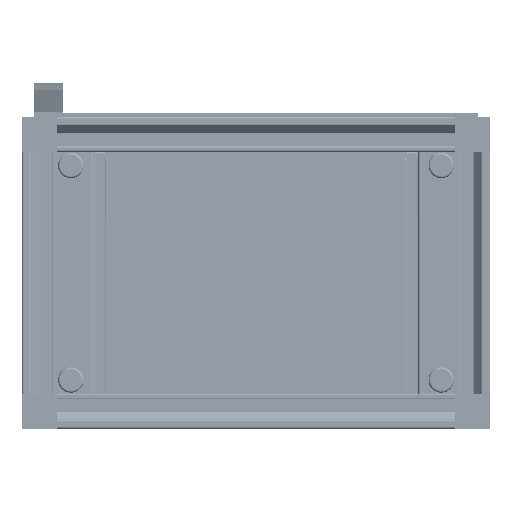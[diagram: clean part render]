
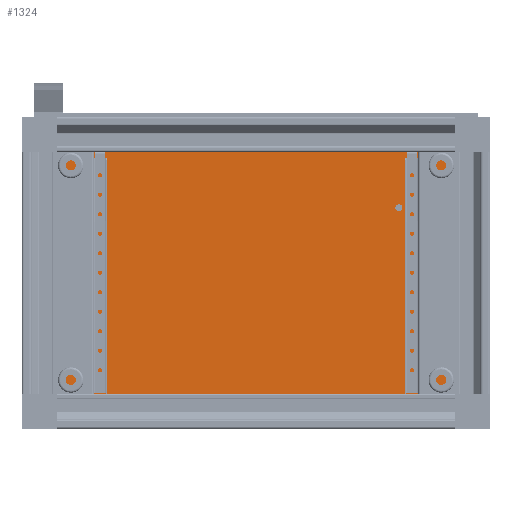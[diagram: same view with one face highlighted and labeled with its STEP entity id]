
A CAD part, front view. The second image highlights one B-rep face of the part: STEP entity #1324.
In plain terms, the highlighted planar face has unit normal (0, -1, 0).
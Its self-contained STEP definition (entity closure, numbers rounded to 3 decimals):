
#1324=ADVANCED_FACE('',(#11246,#11247),#11248,.F.);
#11246=FACE_BOUND('',#32479,.T.);
#11247=FACE_OUTER_BOUND('',#32480,.T.);
#11248=PLANE('',#32481);
#32479=EDGE_LOOP('',(#60587,#60588));
#32480=EDGE_LOOP('',(#60589,#60590,#60591,#60592,#60593,#60594,#60595,#60596,#60597,#60598,#60599,#60600));
#32481=AXIS2_PLACEMENT_3D('',#60601,#60602,#60603);
#60587=ORIENTED_EDGE('',*,*,#130279,.T.);
#60588=ORIENTED_EDGE('',*,*,#129102,.T.);
#60589=ORIENTED_EDGE('',*,*,#130283,.F.);
#60590=ORIENTED_EDGE('',*,*,#130284,.F.);
#60591=ORIENTED_EDGE('',*,*,#130285,.F.);
#60592=ORIENTED_EDGE('',*,*,#130286,.F.);
#60593=ORIENTED_EDGE('',*,*,#130287,.F.);
#60594=ORIENTED_EDGE('',*,*,#130288,.T.);
#60595=ORIENTED_EDGE('',*,*,#130289,.F.);
#60596=ORIENTED_EDGE('',*,*,#130290,.F.);
#60597=ORIENTED_EDGE('',*,*,#130291,.F.);
#60598=ORIENTED_EDGE('',*,*,#130292,.F.);
#60599=ORIENTED_EDGE('',*,*,#130293,.F.);
#60600=ORIENTED_EDGE('',*,*,#130294,.F.);
#60601=CARTESIAN_POINT('',(0.0,1999.9,200.0));
#60602=DIRECTION('',(0.0,1.0,0.0));
#60603=DIRECTION('',(0.0,0.0,1.0));
#129102=EDGE_CURVE('',#157095,#157099,#157101,.T.);
#130279=EDGE_CURVE('',#157099,#157095,#159062,.T.);
#130283=EDGE_CURVE('',#159066,#159067,#159068,.T.);
#130284=EDGE_CURVE('',#159069,#159066,#159070,.T.);
#130285=EDGE_CURVE('',#159071,#159069,#159072,.T.);
#130286=EDGE_CURVE('',#159073,#159071,#159074,.T.);
#130287=EDGE_CURVE('',#159075,#159073,#159076,.T.);
#130288=EDGE_CURVE('',#159075,#159077,#159078,.T.);
#130289=EDGE_CURVE('',#159079,#159077,#159080,.T.);
#130290=EDGE_CURVE('',#159081,#159079,#159082,.T.);
#130291=EDGE_CURVE('',#159083,#159081,#159084,.T.);
#130292=EDGE_CURVE('',#159085,#159083,#159086,.T.);
#130293=EDGE_CURVE('',#159087,#159085,#159088,.T.);
#130294=EDGE_CURVE('',#159067,#159087,#159089,.T.);
#157095=VERTEX_POINT('',#199246);
#157099=VERTEX_POINT('',#199251);
#157101=CIRCLE('',#199254,4.5);
#159062=CIRCLE('',#201879,4.5);
#159066=VERTEX_POINT('',#201883);
#159067=VERTEX_POINT('',#201884);
#159068=LINE('',#201885,#201886);
#159069=VERTEX_POINT('',#201887);
#159070=LINE('',#201888,#201889);
#159071=VERTEX_POINT('',#201890);
#159072=LINE('',#201891,#201892);
#159073=VERTEX_POINT('',#201893);
#159074=LINE('',#201894,#201895);
#159075=VERTEX_POINT('',#201896);
#159076=LINE('',#201897,#201898);
#159077=VERTEX_POINT('',#201899);
#159078=LINE('',#201900,#201901);
#159079=VERTEX_POINT('',#201902);
#159080=LINE('',#201903,#201904);
#159081=VERTEX_POINT('',#201905);
#159082=LINE('',#201906,#201907);
#159083=VERTEX_POINT('',#201908);
#159084=LINE('',#201909,#201910);
#159085=VERTEX_POINT('',#201911);
#159086=LINE('',#201912,#201913);
#159087=VERTEX_POINT('',#201914);
#159088=LINE('',#201915,#201916);
#159089=LINE('',#201917,#201918);
#199246=CARTESIAN_POINT('',(187.73,1999.9,283.23));
#199251=CARTESIAN_POINT('',(178.73,1999.9,283.23));
#199254=AXIS2_PLACEMENT_3D('',#255230,#255231,#255232);
#201879=AXIS2_PLACEMENT_3D('',#257433,#257434,#257435);
#201883=CARTESIAN_POINT('',(255.0,1999.9,355.0));
#201884=CARTESIAN_POINT('',(285.0,1999.9,355.0));
#201885=CARTESIAN_POINT('',(138.0,1999.9,355.0));
#201886=VECTOR('',#257445,1.0);
#201887=CARTESIAN_POINT('',(255.0,1999.9,385.0));
#201888=CARTESIAN_POINT('',(255.0,1999.9,288.0));
#201889=VECTOR('',#257446,1.0);
#201890=CARTESIAN_POINT('',(-255.0,1999.9,385.0));
#201891=CARTESIAN_POINT('',(0.0,1999.9,385.0));
#201892=VECTOR('',#257447,1.0);
#201893=CARTESIAN_POINT('',(-255.0,1999.9,355.0));
#201894=CARTESIAN_POINT('',(-255.0,1999.9,112.0));
#201895=VECTOR('',#257448,1.0);
#201896=CARTESIAN_POINT('',(-285.0,1999.9,355.0));
#201897=CARTESIAN_POINT('',(-138.0,1999.9,355.0));
#201898=VECTOR('',#257449,1.0);
#201899=CARTESIAN_POINT('',(-285.0,1999.9,45.));
#201900=CARTESIAN_POINT('',(-285.0,1999.9,200.0));
#201901=VECTOR('',#257450,1.0);
#201902=CARTESIAN_POINT('',(-255.0,1999.9,45.0));
#201903=CARTESIAN_POINT('',(-138.0,1999.9,45.));
#201904=VECTOR('',#257451,1.0);
#201905=CARTESIAN_POINT('',(-255.0,1999.9,15.0));
#201906=CARTESIAN_POINT('',(-255.0,1999.9,112.0));
#201907=VECTOR('',#257452,1.0);
#201908=CARTESIAN_POINT('',(255.0,1999.9,15.0));
#201909=CARTESIAN_POINT('',(0.0,1999.9,15.0));
#201910=VECTOR('',#257453,1.0);
#201911=CARTESIAN_POINT('',(255.0,1999.9,45.0));
#201912=CARTESIAN_POINT('',(255.0,1999.9,288.0));
#201913=VECTOR('',#257454,1.0);
#201914=CARTESIAN_POINT('',(285.0,1999.9,45.));
#201915=CARTESIAN_POINT('',(138.0,1999.9,45.));
#201916=VECTOR('',#257455,1.0);
#201917=CARTESIAN_POINT('',(285.0,1999.9,200.0));
#201918=VECTOR('',#257456,1.0);
#255230=CARTESIAN_POINT('',(183.23,1999.9,283.23));
#255231=DIRECTION('',(-0.0,1.0,0.0));
#255232=DIRECTION('',(1.0,0.0,0.0));
#257433=CARTESIAN_POINT('',(183.23,1999.9,283.23));
#257434=DIRECTION('',(-0.0,1.0,0.0));
#257435=DIRECTION('',(1.0,0.0,0.0));
#257445=DIRECTION('',(1.0,-0.0,0.0));
#257446=DIRECTION('',(0.0,0.0,-1.0));
#257447=DIRECTION('',(1.0,0.0,0.0));
#257448=DIRECTION('',(0.,-0.0,1.0));
#257449=DIRECTION('',(1.0,0.0,0.));
#257450=DIRECTION('',(0.0,0.0,-1.0));
#257451=DIRECTION('',(-1.0,0.0,0.));
#257452=DIRECTION('',(0.,-0.0,1.0));
#257453=DIRECTION('',(-1.0,0.0,0.0));
#257454=DIRECTION('',(0.0,0.0,-1.0));
#257455=DIRECTION('',(-1.0,0.0,0.0));
#257456=DIRECTION('',(0.0,0.0,-1.0));
